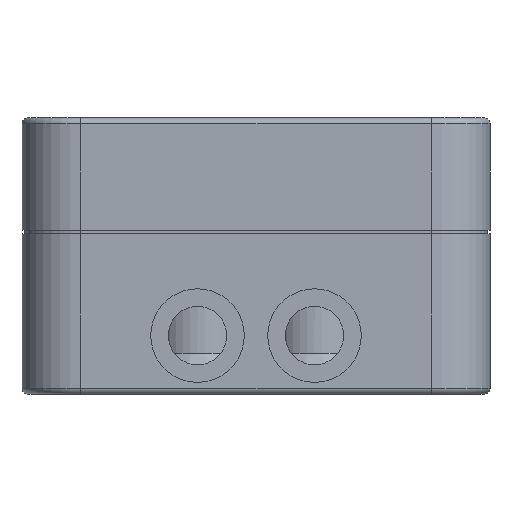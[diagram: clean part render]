
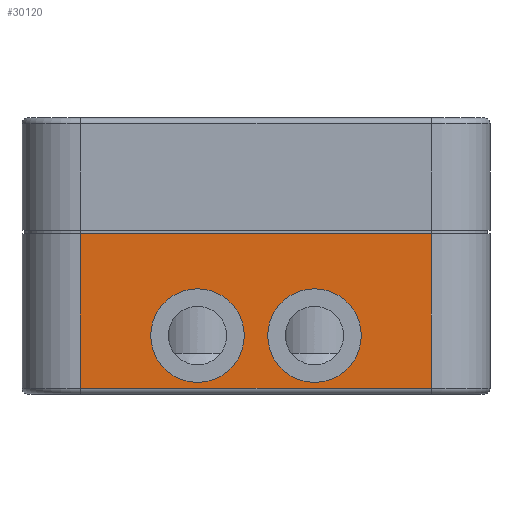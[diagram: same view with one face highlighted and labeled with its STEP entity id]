
A CAD part, front view. The second image highlights one B-rep face of the part: STEP entity #30120.
In plain terms, the highlighted planar face has unit normal (0, -1, 0).
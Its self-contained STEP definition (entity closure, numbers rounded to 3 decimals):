
#21380=DIRECTION('',(0.,0.,1.));
#21381=VECTOR('',#21380,13.2);
#21382=CARTESIAN_POINT('',(-130.,48.2,-20.6));
#21383=LINE('',#21382,#21381);
#21402=CARTESIAN_POINT('',(-110.,48.2,-16.1));
#21403=DIRECTION('',(0.,1.,0.));
#21404=DIRECTION('',(-1.,0.,0.));
#21405=AXIS2_PLACEMENT_3D('',#21402,#21403,#21404);
#21410=CARTESIAN_POINT('',(-110.,48.2,-16.1));
#21411=DIRECTION('',(0.,1.,0.));
#21412=DIRECTION('',(1.,0.,0.));
#21413=AXIS2_PLACEMENT_3D('',#21410,#21411,#21412);
#21418=CARTESIAN_POINT('',(-120.,48.2,-16.1));
#21419=DIRECTION('',(0.,1.,0.));
#21420=DIRECTION('',(-1.,0.,0.));
#21421=AXIS2_PLACEMENT_3D('',#21418,#21419,#21420);
#21426=CARTESIAN_POINT('',(-120.,48.2,-16.1));
#21427=DIRECTION('',(0.,1.,0.));
#21428=DIRECTION('',(1.,0.,0.));
#21429=AXIS2_PLACEMENT_3D('',#21426,#21427,#21428);
#21434=DIRECTION('',(1.,0.,0.));
#21435=VECTOR('',#21434,30.);
#21436=CARTESIAN_POINT('',(-130.,48.2,-7.4));
#21437=LINE('',#21436,#21435);
#21441=DIRECTION('',(1.,0.,0.));
#21442=VECTOR('',#21441,30.);
#21443=CARTESIAN_POINT('',(-130.,48.2,-20.6));
#21444=LINE('',#21443,#21442);
#21817=DIRECTION('',(0.,0.,-1.));
#21818=VECTOR('',#21817,13.2);
#21819=CARTESIAN_POINT('',(-100.,48.2,-7.4));
#21820=LINE('',#21819,#21818);
#26662=CARTESIAN_POINT('',(-114.,48.2,-16.1));
#26663=CARTESIAN_POINT('',(-106.,48.2,-16.1));
#26664=VERTEX_POINT('',#26662);
#26665=VERTEX_POINT('',#26663);
#26670=CARTESIAN_POINT('',(-124.,48.2,-16.1));
#26671=CARTESIAN_POINT('',(-116.,48.2,-16.1));
#26672=VERTEX_POINT('',#26670);
#26673=VERTEX_POINT('',#26671);
#26736=CARTESIAN_POINT('',(-130.,48.2,-20.6));
#26737=VERTEX_POINT('',#26736);
#26740=CARTESIAN_POINT('',(-100.,48.2,-20.6));
#26741=VERTEX_POINT('',#26740);
#27484=CARTESIAN_POINT('',(-130.,48.2,-7.4));
#27486=VERTEX_POINT('',#27484);
#27500=CARTESIAN_POINT('',(-100.,48.2,-7.4));
#27501=VERTEX_POINT('',#27500);
#30095=CARTESIAN_POINT('',(-135.,48.2,2.5));
#30096=DIRECTION('',(0.,1.,0.));
#30097=DIRECTION('',(1.,0.,0.));
#30098=AXIS2_PLACEMENT_3D('',#30095,#30096,#30097);
#30099=PLANE('',#30098);
#30100=ORIENTED_EDGE('',*,*,#30075,.T.);
#30102=ORIENTED_EDGE('',*,*,#30101,.T.);
#30104=ORIENTED_EDGE('',*,*,#30103,.F.);
#30105=ORIENTED_EDGE('',*,*,#30086,.T.);
#30106=EDGE_LOOP('',(#30100,#30102,#30104,#30105));
#30107=FACE_OUTER_BOUND('',#30106,.F.);
#30109=ORIENTED_EDGE('',*,*,#30108,.F.);
#30111=ORIENTED_EDGE('',*,*,#30110,.F.);
#30112=EDGE_LOOP('',(#30109,#30111));
#30113=FACE_BOUND('',#30112,.F.);
#30115=ORIENTED_EDGE('',*,*,#30114,.F.);
#30117=ORIENTED_EDGE('',*,*,#30116,.F.);
#30118=EDGE_LOOP('',(#30115,#30117));
#30119=FACE_BOUND('',#30118,.F.);
#21406=CIRCLE('',#21405,4.);
#21414=CIRCLE('',#21413,4.);
#21422=CIRCLE('',#21421,4.);
#21430=CIRCLE('',#21429,4.);
#30075=EDGE_CURVE('',#27486,#27501,#21437,.T.);
#30086=EDGE_CURVE('',#26737,#27486,#21383,.T.);
#30101=EDGE_CURVE('',#27501,#26741,#21820,.T.);
#30103=EDGE_CURVE('',#26737,#26741,#21444,.T.);
#30108=EDGE_CURVE('',#26672,#26673,#21422,.T.);
#30110=EDGE_CURVE('',#26673,#26672,#21430,.T.);
#30114=EDGE_CURVE('',#26664,#26665,#21406,.T.);
#30116=EDGE_CURVE('',#26665,#26664,#21414,.T.);
#30120=ADVANCED_FACE('',(#30107,#30113,#30119),#30099,.F.);
